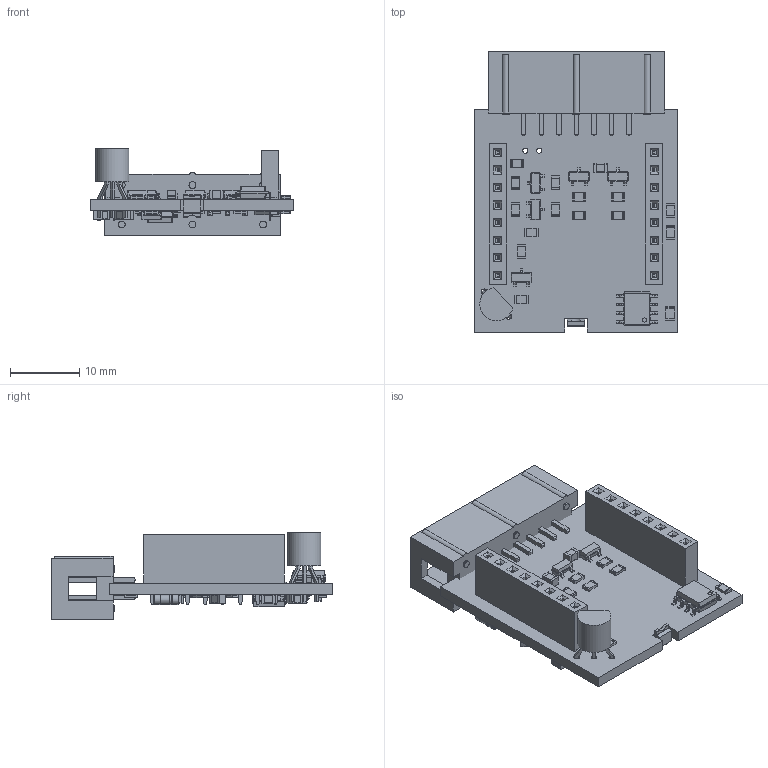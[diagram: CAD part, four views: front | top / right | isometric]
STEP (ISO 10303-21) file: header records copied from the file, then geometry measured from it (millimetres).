
FILE_DESCRIPTION(('KiCad electronic assembly'),'2;1');
FILE_NAME('Datalogger_3d_pcb.step','2020-09-23T15:27:51',('An Author'),( 'A Company'),'Open CASCADE STEP processor 6.9', 'KiCad to STEP converter','Unknown');
FILE_SCHEMA(('AUTOMOTIVE_DESIGN { 1 0 10303 214 1 1 1 1 }'));
Length unit declared in the file: millimetre
Products named in the file (22): Open CASCADE STEP translator 6.9 1; IDC-Header_2x07_P2.54mm_Vertical; SOLID; SOT-23; PinSocket_1x08_P2.54mm_Vertical; LED_1210_3225Metric_Castellated; SOIC-8_3.9x4.9mm_P1.27mm; C_0805_2012Metric; D_MiniMELF; R_0805_2012Metric; R_1206_3216Metric; TO-92_Inline_Wide; COMPOUND
Assembly tree (60 placements, depth 3):
  Open CASCADE STEP translator 6.9 1
    IDC-Header_2x07_P2.54mm_Vertical
      SOLID
    SOT-23  x6
      SOLID
    PinSocket_1x08_P2.54mm_Vertical  x2
      SOLID
    LED_1210_3225Metric_Castellated
      SOLID
    SOIC-8_3.9x4.9mm_P1.27mm  x2
      SOLID
    C_0805_2012Metric  x6
      SOLID
    D_MiniMELF
      SOLID
    R_0805_2012Metric  x28
      SOLID
    R_1206_3216Metric
      SOLID
    TO-92_Inline_Wide
      SOLID
    COMPOUND
Bounding box: 29.35 x 40.52 x 12.55 mm (x, y, z)
Volume: 3379 mm3; surface area: 5783.7 mm2
Topology: 50 solids, 50 shells, 2609 faces, 6571 edges, 4162 vertices
Faces by surface type: plane 1889, cylinder 492, bspline 226, revolution 2
Full cylindrical faces by diameter (mm): 0.6 x2, 0.75 x2, 0.8 x3, 1 x22, 1.35 x2, 1.4 x3
Entity records: 67564 total; most frequent: CARTESIAN_POINT 11390, DIRECTION 9124, LINE 6529, VECTOR 6529, ORIENTED_EDGE 4816, PCURVE 4816, DEFINITIONAL_REPRESENTATION 4816, EDGE_CURVE 2408
